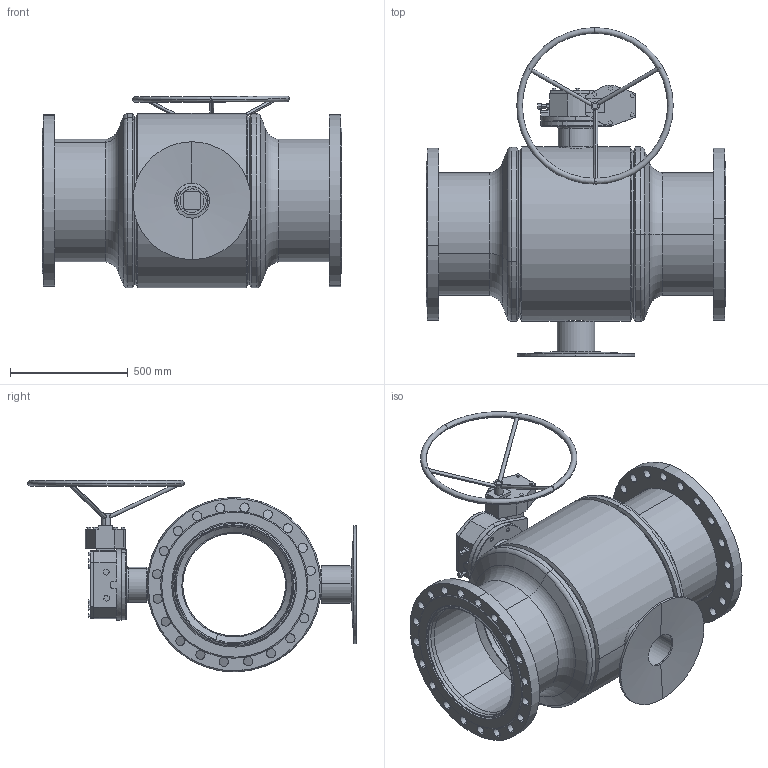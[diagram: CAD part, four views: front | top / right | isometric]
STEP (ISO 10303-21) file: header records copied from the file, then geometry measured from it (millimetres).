
FILE_DESCRIPTION (( 'STEP AP214' ), '1' );
FILE_NAME ('DN500涡轮法兰球阀PN25.STEP', '2023-10-08T07:53:56', ( '' ), ( '' ), 'SwSTEP 2.0', 'SolidWorks 2019', '' );
FILE_SCHEMA (( 'AUTOMOTIVE_DESIGN' ));
Length unit declared in the file: millimetre
Products named in the file (11): 500恘謫; 4; 恘謫忒梟500; 陔蜊概裝; 500埴攫盓殤奪; 500Q367F16C-01趼极; 500楊擘2.5; 瑩; 500盓殤埴攫; DN500涡轮法兰球阀PN25; 500晚概极
Assembly tree (13 placements, depth 2):
  DN500涡轮法兰球阀PN25
    500Q367F16C-01趼极
    500晚概极  x2
    4
    陔蜊概裝
    瑩  x2
    500埴攫盓殤奪
    500盓殤埴攫
    500恘謫
    恘謫忒梟500
    500楊擘2.5  x2
Bounding box: 1270 x 1393.71 x 813.61 mm (x, y, z)
Volume: 109305772.6 mm3; surface area: 8657993 mm2
Topology: 14 solids, 22 shells, 790 faces, 1921 edges, 1226 vertices
Faces by surface type: cylinder 379, plane 349, cone 48, torus 14
Entity records: 23246 total; most frequent: CARTESIAN_POINT 4900, DIRECTION 3264, ORIENTED_EDGE 2954, EDGE_CURVE 1477, AXIS2_PLACEMENT_3D 1248, VERTEX_POINT 952, VECTOR 768, LINE 768
